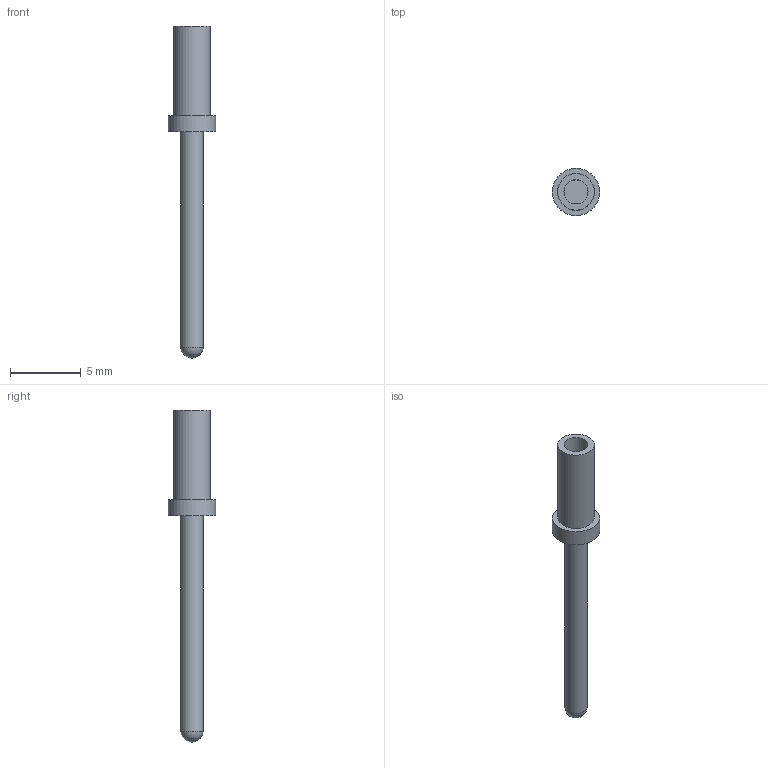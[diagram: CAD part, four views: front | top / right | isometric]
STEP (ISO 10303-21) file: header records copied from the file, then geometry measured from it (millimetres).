
FILE_DESCRIPTION(/* description */ ('Alibre Inc.'),/* implementation_level */ '2;1');
FILE_NAME(/* name */ 'export0',/* time_stamp */ '2014-11-06T09:49:57-08:00',/* author */ (''),/* organization */ (''),/* preprocessor_version */ 'ST-DEVELOPER v14',/* originating_system */ 'Alibre',/* authorisation */ '');
FILE_SCHEMA (('CONFIG_CONTROL_DESIGN'));
Length unit declared in the file: centimetre
Products named in the file (1): ID_1
Bounding box: 3.35 x 3.35 x 23.5 mm (x, y, z)
Volume: 61.5 mm3; surface area: 188.5 mm2
Topology: 1 solids, 1 shells, 10 faces, 14 edges, 9 vertices
Faces by surface type: plane 5, cylinder 4, torus 1
Full cylindrical faces by diameter (mm): 1.575 x1, 1.702 x1, 2.591 x1, 3.353 x1
Entity records: 273 total; most frequent: DIRECTION 32, CARTESIAN_POINT 28, AXIS2_PLACEMENT_3D 19, ORIENTED_EDGE 18, EDGE_LOOP 18, FACE_BOUND 18, ADVANCED_FACE 10, VERTEX_POINT 9
